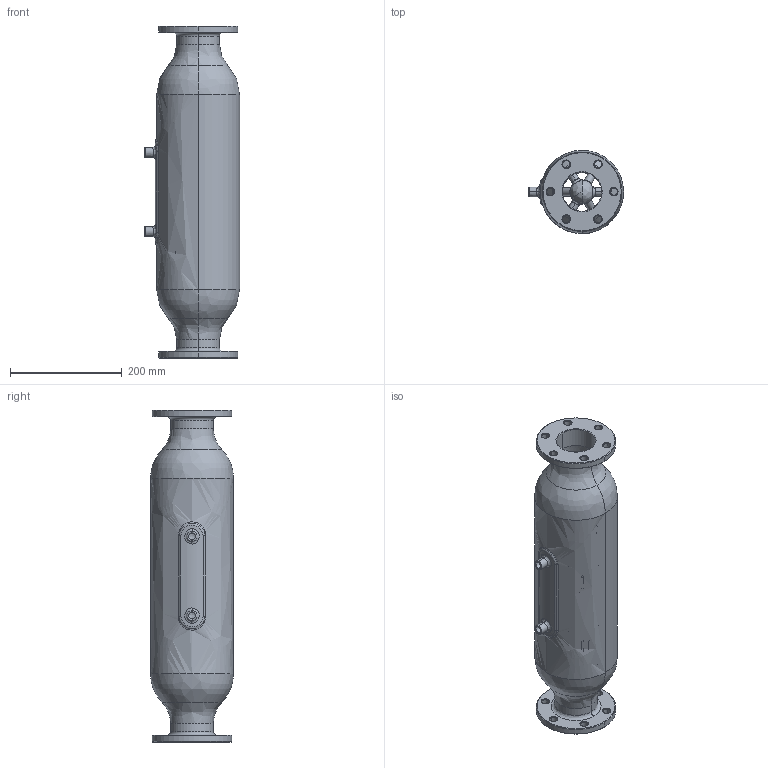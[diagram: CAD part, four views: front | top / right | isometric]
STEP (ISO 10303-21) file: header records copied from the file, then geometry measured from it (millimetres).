
FILE_DESCRIPTION(('FreeCAD Model'),'2;1');
FILE_NAME('Open CASCADE Shape Model','2025-04-26T15:27:29',('FreeCAD'),( 'FreeCAD'),'Open CASCADE STEP processor 7.6','FreeCAD','Unknown');
FILE_SCHEMA(('AUTOMOTIVE_DESIGN { 1 0 10303 214 1 1 1 1 }'));
Products named in the file (1): Open CASCADE STEP translator 7.6 1
Bounding box: 170.06 x 148.26 x 593.64 mm (x, y, z)
Volume: 1358269 mm3; surface area: 787585.1 mm2
Topology: 1 solids, 1 shells, 1055 faces, 2782 edges, 1642 vertices
Faces by surface type: bspline 1055
Entity records: 65637 total; most frequent: CARTESIAN_POINT 51074, ORIENTED_EDGE 5552, EDGE_CURVE 2776, VERTEX_POINT 1642, B_SPLINE_CURVE_WITH_KNOTS 1229, FACE_BOUND 1120, EDGE_LOOP 1120, ADVANCED_FACE 1055
